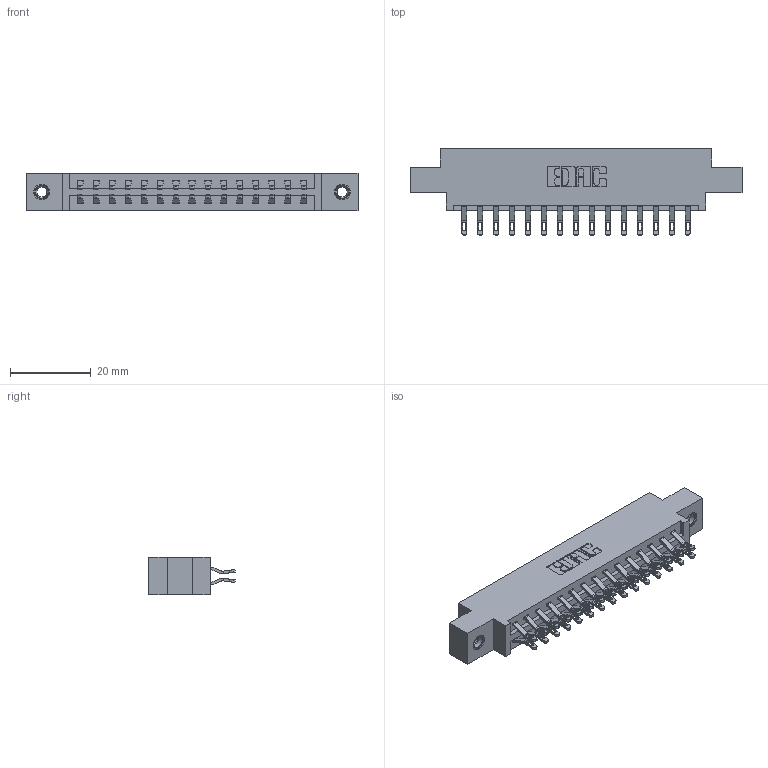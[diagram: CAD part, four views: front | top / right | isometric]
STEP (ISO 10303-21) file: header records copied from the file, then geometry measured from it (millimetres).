
FILE_DESCRIPTION (( 'STEP AP203' ), '1' );
FILE_NAME ('387-030-555-807.STEP', '2019-10-17T14:52:04', ( '' ), ( '' ), 'SwSTEP 2.0', 'SolidWorks 2016', '' );
FILE_SCHEMA (( 'CONFIG_CONTROL_DESIGN' ));
Length unit declared in the file: inch
Products named in the file (4): 337 Part_0.170 Offset - 0.156 Dia-TI; 345-250-001_345-250-005-103; 387-030-555-807; 345-292-001_555 Tail
Assembly tree (33 placements, depth 2):
  387-030-555-807
    337 Part_0.170 Offset - 0.156 Dia-TI
    345-292-001_555 Tail  x30
    345-250-001_345-250-005-103  x2
Bounding box: 82.45 x 21.47 x 9.4 mm (x, y, z)
Volume: 8285.7 mm3; surface area: 9576.4 mm2
Topology: 33 solids, 33 shells, 1978 faces, 6129 edges, 4078 vertices
Faces by surface type: plane 1186, cylinder 776, cone 12, torus 4
Entity records: 16766 total; most frequent: CARTESIAN_POINT 2863, ORIENTED_EDGE 2762, DIRECTION 2487, EDGE_CURVE 1381, LINE 1213, VECTOR 1213, VERTEX_POINT 916, AXIS2_PLACEMENT_3D 637
